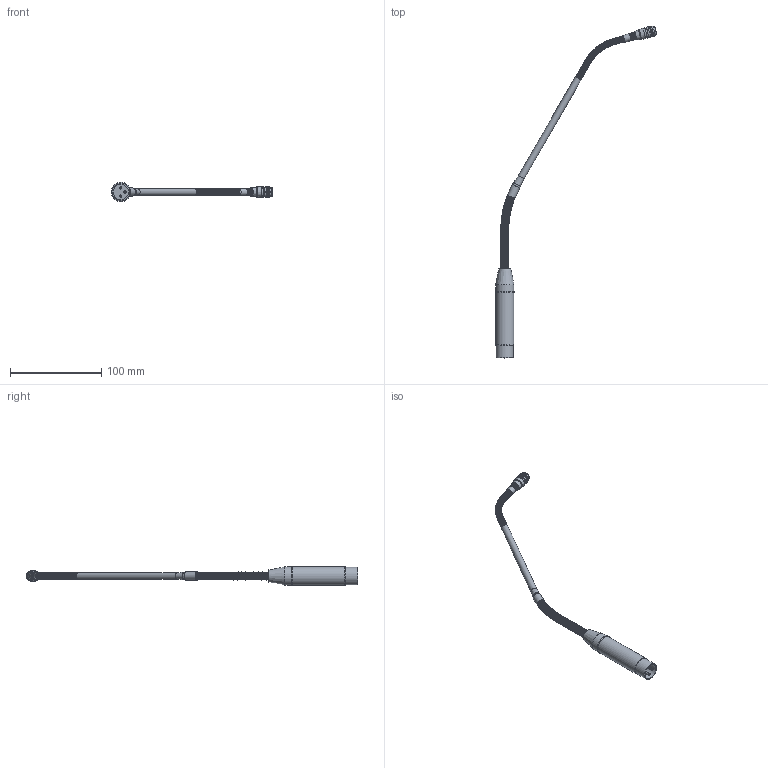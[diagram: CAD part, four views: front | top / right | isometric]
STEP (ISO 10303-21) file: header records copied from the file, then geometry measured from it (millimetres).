
FILE_DESCRIPTION(/* description */ (''),/* implementation_level */ '2;1');
FILE_NAME(/* name */ 'MX412.stp',/* time_stamp */ '2015-03-02T10:48:28+01:00',/* author */ ('Tonny'),/* organization */ (''),/* preprocessor_version */ 'ST-DEVELOPER v15.6',/* originating_system */ 'Autodesk Inventor 2015',/* authorisation */ '');
FILE_SCHEMA (('AUTOMOTIVE_DESIGN { 1 0 10303 214 3 1 1 }'));
Length unit declared in the file: millimetre
Products named in the file (1): MX412
Bounding box: 176.83 x 363.35 x 21 mm (x, y, z)
Volume: 41957.7 mm3; surface area: 17515.8 mm2
Topology: 1 solids, 1 shells, 112 faces, 253 edges, 159 vertices
Faces by surface type: plane 40, cylinder 26, bspline 18, torus 18, cone 10
Full cylindrical faces by diameter (mm): 2.503 x3, 7.211 x1, 7.854 x1, 11.29 x2, 11.359 x1, 11.634 x1, 11.686 x1, 16.971 x1, 19 x1, 20.07 x2, 21 x1
Entity records: 22538 total; most frequent: CARTESIAN_POINT 20239, DIRECTION 472, ORIENTED_EDGE 410, AXIS2_PLACEMENT_3D 211, EDGE_CURVE 205, EDGE_LOOP 167, VERTEX_POINT 150, CIRCLE 116
